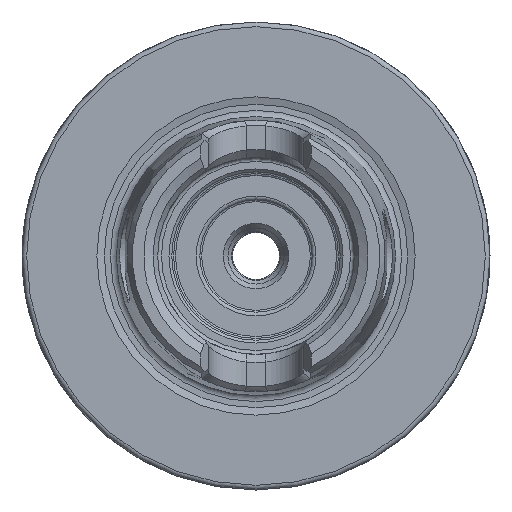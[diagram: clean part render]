
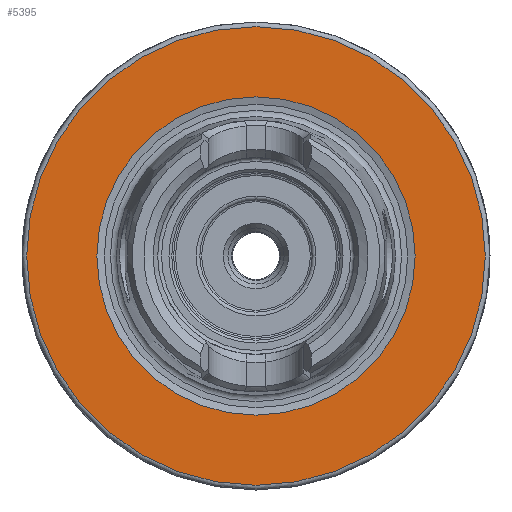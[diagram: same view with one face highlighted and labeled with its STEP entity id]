
A CAD part, left-side view. The second image highlights one B-rep face of the part: STEP entity #5395.
In plain terms, the highlighted planar face has unit normal (-1, 0, 0).
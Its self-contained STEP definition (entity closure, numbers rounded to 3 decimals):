
#5361=CARTESIAN_POINT('',(0.0,17.,0.0));
#5362=VERTEX_POINT('',#5361);
#5363=CARTESIAN_POINT('',(0.0,0.0,0.0));
#5364=DIRECTION('',(1.0,0.0,0.0));
#5365=DIRECTION('',(0.0,1.0,0.0));
#5366=AXIS2_PLACEMENT_3D('',#5363,#5364,#5365);
#5367=CIRCLE('',#5366,17.);
#5368=EDGE_CURVE('',#5362,#5362,#5367,.T.);
#5376=CARTESIAN_POINT('',(0.0,20.75,0.0));
#5377=DIRECTION('',(-1.0,0.0,0.0));
#5378=DIRECTION('',(0.0,0.0,1.0));
#5379=AXIS2_PLACEMENT_3D('',#5376,#5377,#5378);
#5380=PLANE('',#5379);
#5381=CARTESIAN_POINT('',(0.0,24.5,0.0));
#5382=VERTEX_POINT('',#5381);
#5383=CARTESIAN_POINT('',(0.0,0.0,0.0));
#5384=DIRECTION('',(1.0,0.0,0.0));
#5385=DIRECTION('',(0.0,1.0,0.0));
#5386=AXIS2_PLACEMENT_3D('',#5383,#5384,#5385);
#5387=CIRCLE('',#5386,24.5);
#5388=EDGE_CURVE('',#5382,#5382,#5387,.T.);
#5389=ORIENTED_EDGE('',*,*,#5388,.F.);
#5390=EDGE_LOOP('',(#5389));
#5391=FACE_OUTER_BOUND('',#5390,.T.);
#5392=ORIENTED_EDGE('',*,*,#5368,.T.);
#5393=EDGE_LOOP('',(#5392));
#5394=FACE_BOUND('',#5393,.T.);
#5395=ADVANCED_FACE('',(#5391,#5394),#5380,.T.);
